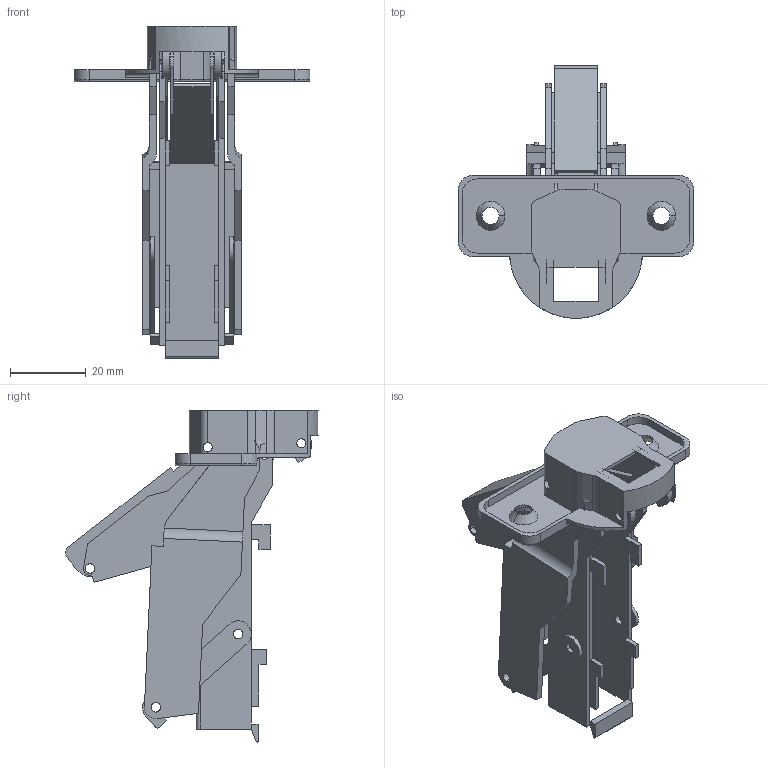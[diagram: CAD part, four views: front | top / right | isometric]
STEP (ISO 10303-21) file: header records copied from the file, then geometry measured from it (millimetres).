
FILE_DESCRIPTION (( 'STEP AP214' ), '1' );
FILE_NAME ('F000027,F000029_CLOSE.step', '2022-11-21T17:58:00', ( '' ), ( '' ), 'SwSTEP 2.0', 'SolidWorks 2020', '' );
FILE_SCHEMA (( 'AUTOMOTIVE_DESIGN' ));
Length unit declared in the file: millimetre
Products named in the file (7): 155-part-4; 155-part-3; 155-raminko; Miska 155; 155-part-2; F000027,F000029_CLOSE; 155-part-1
Assembly tree (6 placements, depth 2):
  F000027,F000029_CLOSE
    155-raminko
    155-part-4
    155-part-3
    155-part-2
    155-part-1
    Miska 155
Bounding box: 62 x 66.58 x 87.42 mm (x, y, z)
Volume: 18257.8 mm3; surface area: 29080.8 mm2
Topology: 11 solids, 11 shells, 411 faces, 1108 edges, 716 vertices
Faces by surface type: plane 223, cylinder 157, torus 14, cone 8, bspline 6, sphere 3
Entity records: 13564 total; most frequent: CARTESIAN_POINT 2670, DIRECTION 2213, ORIENTED_EDGE 2208, EDGE_CURVE 1104, AXIS2_PLACEMENT_3D 741, LINE 731, VECTOR 731, VERTEX_POINT 716
